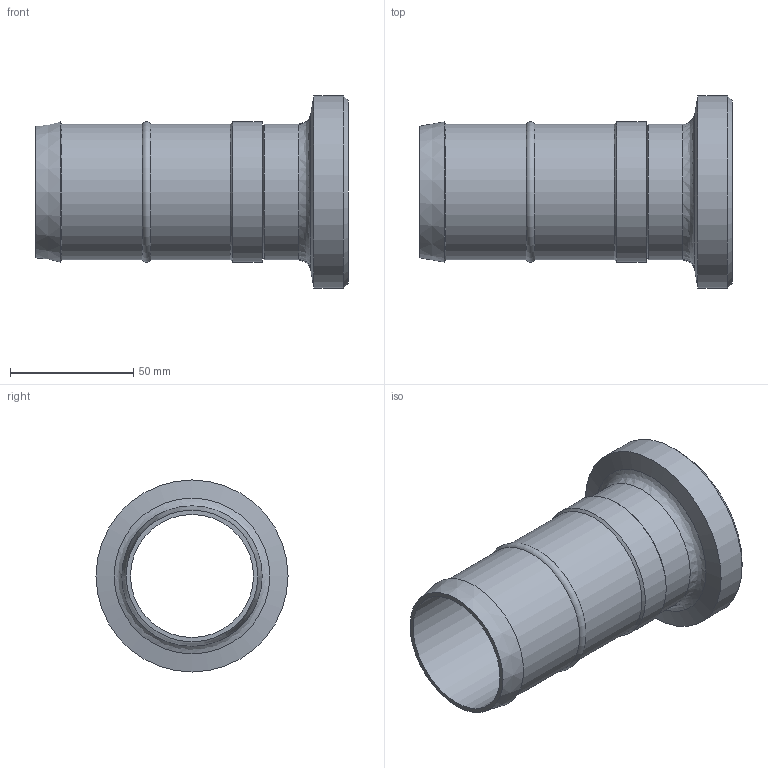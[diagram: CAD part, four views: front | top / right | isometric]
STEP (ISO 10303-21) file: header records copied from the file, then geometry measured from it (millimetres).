
FILE_DESCRIPTION((''),'2;1');
FILE_NAME('13700050X.stp','2010-08-11T11:06:08',('thilbrands'),(''),'Autodesk Inventor 2008','Autodesk Inventor 2008','');
FILE_SCHEMA(('AUTOMOTIVE_DESIGN { 1 0 10303 214 1 1 1 1 }'));
Length unit declared in the file: millimetre
Products named in the file (3): 137000251; 138000101-DN50; ENG-007173-DN50
Assembly tree (2 placements, depth 2):
  137000251
    138000101-DN50
    ENG-007173-DN50
Bounding box: 127 x 78 x 78 mm (x, y, z)
Volume: 78073.4 mm3; surface area: 50190.5 mm2
Topology: 2 solids, 2 shells, 24 faces, 42 edges, 24 vertices
Faces by surface type: cylinder 9, cone 7, plane 6, torus 1, bspline 1
Full cylindrical faces by diameter (mm): 50 x2, 54 x1, 55 x3, 57 x1, 63.8 x1, 78 x1
Entity records: 614 total; most frequent: CARTESIAN_POINT 121, DIRECTION 104, AXIS2_PLACEMENT_3D 52, ORIENTED_EDGE 48, EDGE_LOOP 48, VERTEX_POINT 24, CIRCLE 24, EDGE_CURVE 24
